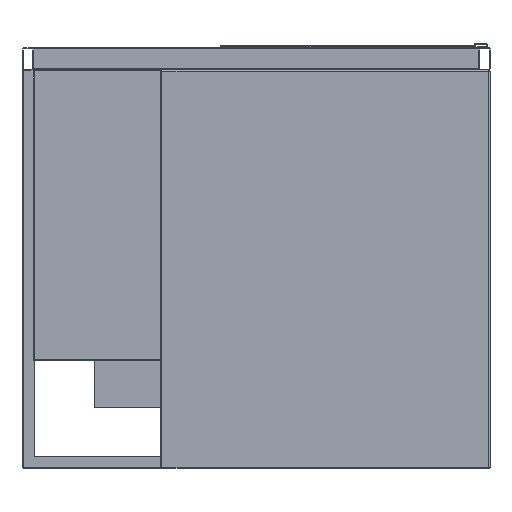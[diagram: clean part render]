
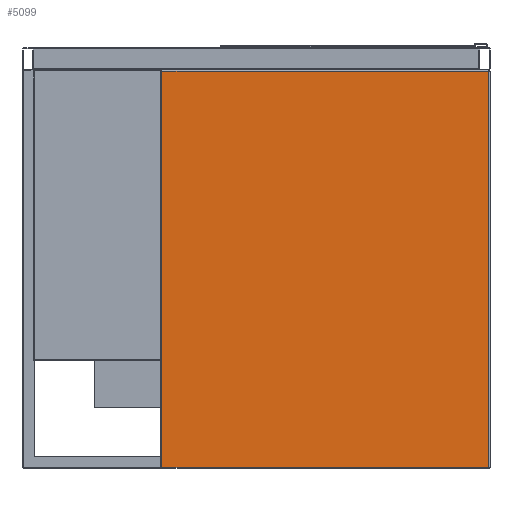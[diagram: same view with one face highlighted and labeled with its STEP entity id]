
A CAD part, front view. The second image highlights one B-rep face of the part: STEP entity #5099.
In plain terms, the highlighted planar face has unit normal (0, -1, 0).
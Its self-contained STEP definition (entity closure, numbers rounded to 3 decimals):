
#94 = DIRECTION ( 'NONE',  ( 0., -1., 0. ) ) ;
#1050 = ORIENTED_EDGE ( 'NONE', *, *, #11514, .T. ) ;
#1454 = VERTEX_POINT ( 'NONE', #6916 ) ;
#1820 = VECTOR ( 'NONE', #8657, 1000. ) ;
#1960 = DIRECTION ( 'NONE',  ( -1., 0., 0. ) ) ;
#2205 = EDGE_CURVE ( 'NONE', #1454, #9513, #7818, .T. ) ;
#2985 = LINE ( 'NONE', #10267, #15207 ) ;
#3153 = CARTESIAN_POINT ( 'NONE',  ( -295.5, -350., -42. ) ) ;
#3544 = VECTOR ( 'NONE', #1960, 1000. ) ;
#3612 = CARTESIAN_POINT ( 'NONE',  ( -297.5, -350., -760. ) ) ;
#3615 = VERTEX_POINT ( 'NONE', #14073 ) ;
#4048 = ORIENTED_EDGE ( 'NONE', *, *, #9552, .T. ) ;
#4260 = ORIENTED_EDGE ( 'NONE', *, *, #2205, .T. ) ;
#4430 = CARTESIAN_POINT ( 'NONE',  ( -297.5, -350., -42. ) ) ;
#4952 = DIRECTION ( 'NONE',  ( 0., 0., -1. ) ) ;
#5099 = ADVANCED_FACE ( 'Fl�che8', ( #11050 ), #9928, .T. ) ;
#6349 = CARTESIAN_POINT ( 'NONE',  ( 295.5, -350., -760. ) ) ;
#6916 = CARTESIAN_POINT ( 'NONE',  ( -295.5, -350., -758. ) ) ;
#7818 = LINE ( 'NONE', #11239, #7904 ) ;
#7904 = VECTOR ( 'NONE', #13687, 1000. ) ;
#8657 = DIRECTION ( 'NONE',  ( 0., 0., 1. ) ) ;
#9036 = AXIS2_PLACEMENT_3D ( 'NONE', #3612, #94, #4952 ) ;
#9513 = VERTEX_POINT ( 'NONE', #14374 ) ;
#9552 = EDGE_CURVE ( 'NONE', #3615, #11362, #10447, .T. ) ;
#9928 = PLANE ( 'NONE',  #9036 ) ;
#10267 = CARTESIAN_POINT ( 'NONE',  ( -295.5, -350., -760. ) ) ;
#10447 = LINE ( 'NONE', #4430, #3544 ) ;
#11050 = FACE_OUTER_BOUND ( 'NONE', #13743, .T. ) ;
#11239 = CARTESIAN_POINT ( 'NONE',  ( -297.5, -350., -758. ) ) ;
#11362 = VERTEX_POINT ( 'NONE', #3153 ) ;
#11514 = EDGE_CURVE ( 'NONE', #11362, #1454, #2985, .T. ) ;
#12733 = DIRECTION ( 'NONE',  ( 0., 0., -1. ) ) ;
#13687 = DIRECTION ( 'NONE',  ( 1., 0., 0. ) ) ;
#13743 = EDGE_LOOP ( 'NONE', ( #4048, #1050, #4260, #14450 ) ) ;
#13781 = EDGE_CURVE ( 'NONE', #9513, #3615, #14678, .T. ) ;
#14073 = CARTESIAN_POINT ( 'NONE',  ( 295.5, -350., -42. ) ) ;
#14374 = CARTESIAN_POINT ( 'NONE',  ( 295.5, -350., -758. ) ) ;
#14450 = ORIENTED_EDGE ( 'NONE', *, *, #13781, .T. ) ;
#14678 = LINE ( 'NONE', #6349, #1820 ) ;
#15207 = VECTOR ( 'NONE', #12733, 1000. ) ;
